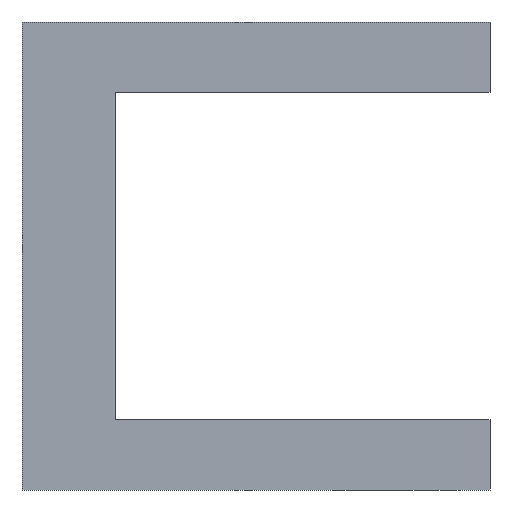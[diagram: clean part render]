
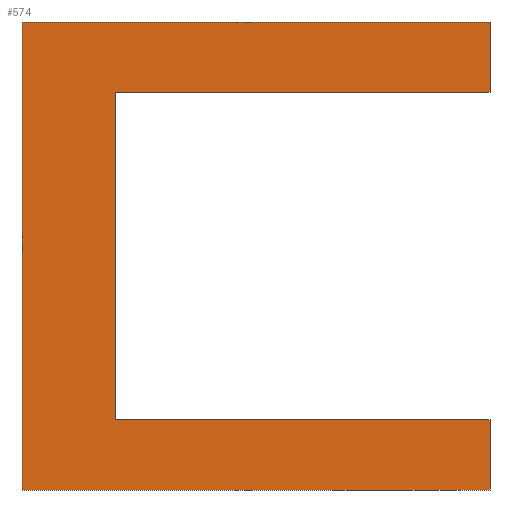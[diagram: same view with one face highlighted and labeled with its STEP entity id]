
A CAD part, front view. The second image highlights one B-rep face of the part: STEP entity #574.
In plain terms, the highlighted planar face has unit normal (0, -1, 0).
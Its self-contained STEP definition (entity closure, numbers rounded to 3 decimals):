
#22 = CARTESIAN_POINT ( 'NONE',  ( -10., -4., 20. ) ) ;
#25 = VECTOR ( 'NONE', #565, 1000. ) ;
#26 = VECTOR ( 'NONE', #446, 1000. ) ;
#37 = VECTOR ( 'NONE', #404, 1000. ) ;
#47 = CARTESIAN_POINT ( 'NONE',  ( -10., -4., 20. ) ) ;
#51 = LINE ( 'NONE', #239, #415 ) ;
#56 = VECTOR ( 'NONE', #463, 1000. ) ;
#58 = CARTESIAN_POINT ( 'NONE',  ( -10., -4., 0. ) ) ;
#63 = ORIENTED_EDGE ( 'NONE', *, *, #465, .F. ) ;
#67 = EDGE_CURVE ( 'NONE', #92, #334, #462, .T. ) ;
#92 = VERTEX_POINT ( 'NONE', #58 ) ;
#97 = ORIENTED_EDGE ( 'NONE', *, *, #279, .F. ) ;
#102 = VECTOR ( 'NONE', #109, 1000. ) ;
#108 = AXIS2_PLACEMENT_3D ( 'NONE', #22, #252, #439 ) ;
#109 = DIRECTION ( 'NONE',  ( 1., 0., 0. ) ) ;
#125 = VECTOR ( 'NONE', #361, 1000. ) ;
#133 = EDGE_CURVE ( 'NONE', #500, #505, #272, .T. ) ;
#150 = EDGE_LOOP ( 'NONE', ( #467, #197, #385, #517, #348, #166, #97, #63 ) ) ;
#166 = ORIENTED_EDGE ( 'NONE', *, *, #442, .F. ) ;
#183 = CARTESIAN_POINT ( 'NONE',  ( 10., -4., 20. ) ) ;
#197 = ORIENTED_EDGE ( 'NONE', *, *, #273, .F. ) ;
#225 = LINE ( 'NONE', #183, #125 ) ;
#226 = CARTESIAN_POINT ( 'NONE',  ( 10., -4., 17. ) ) ;
#239 = CARTESIAN_POINT ( 'NONE',  ( -6., -4., 0. ) ) ;
#250 = LINE ( 'NONE', #429, #25 ) ;
#252 = DIRECTION ( 'NONE',  ( 0., 1., 0. ) ) ;
#265 = CARTESIAN_POINT ( 'NONE',  ( -6., -4., 17. ) ) ;
#272 = LINE ( 'NONE', #265, #26 ) ;
#273 = EDGE_CURVE ( 'NONE', #352, #505, #225, .T. ) ;
#279 = EDGE_CURVE ( 'NONE', #296, #480, #537, .T. ) ;
#296 = VERTEX_POINT ( 'NONE', #314 ) ;
#313 = CARTESIAN_POINT ( 'NONE',  ( -6., -4., 3. ) ) ;
#314 = CARTESIAN_POINT ( 'NONE',  ( -6., -4., 3. ) ) ;
#332 = CARTESIAN_POINT ( 'NONE',  ( -10., -4., 0. ) ) ;
#334 = VERTEX_POINT ( 'NONE', #472 ) ;
#344 = PLANE ( 'NONE',  #108 ) ;
#348 = ORIENTED_EDGE ( 'NONE', *, *, #67, .T. ) ;
#352 = VERTEX_POINT ( 'NONE', #391 ) ;
#355 = EDGE_CURVE ( 'NONE', #584, #352, #250, .T. ) ;
#361 = DIRECTION ( 'NONE',  ( 0., 0., -1. ) ) ;
#366 = CARTESIAN_POINT ( 'NONE',  ( 10., -4., 20. ) ) ;
#378 = DIRECTION ( 'NONE',  ( 0., 0., -1. ) ) ;
#385 = ORIENTED_EDGE ( 'NONE', *, *, #355, .F. ) ;
#391 = CARTESIAN_POINT ( 'NONE',  ( 10., -4., 20. ) ) ;
#404 = DIRECTION ( 'NONE',  ( 1., 0., 0. ) ) ;
#405 = LINE ( 'NONE', #47, #538 ) ;
#415 = VECTOR ( 'NONE', #378, 1000. ) ;
#422 = DIRECTION ( 'NONE',  ( 0., 0., -1. ) ) ;
#429 = CARTESIAN_POINT ( 'NONE',  ( -10., -4., 20. ) ) ;
#432 = EDGE_CURVE ( 'NONE', #584, #92, #405, .T. ) ;
#439 = DIRECTION ( 'NONE',  ( 0., 0., 1. ) ) ;
#442 = EDGE_CURVE ( 'NONE', #480, #334, #499, .T. ) ;
#446 = DIRECTION ( 'NONE',  ( 1., 0., 0. ) ) ;
#462 = LINE ( 'NONE', #332, #102 ) ;
#463 = DIRECTION ( 'NONE',  ( 0., 0., -1. ) ) ;
#465 = EDGE_CURVE ( 'NONE', #500, #296, #51, .T. ) ;
#467 = ORIENTED_EDGE ( 'NONE', *, *, #133, .T. ) ;
#472 = CARTESIAN_POINT ( 'NONE',  ( 10., -4., 0. ) ) ;
#480 = VERTEX_POINT ( 'NONE', #556 ) ;
#499 = LINE ( 'NONE', #366, #56 ) ;
#500 = VERTEX_POINT ( 'NONE', #587 ) ;
#505 = VERTEX_POINT ( 'NONE', #226 ) ;
#517 = ORIENTED_EDGE ( 'NONE', *, *, #432, .T. ) ;
#522 = FACE_OUTER_BOUND ( 'NONE', #150, .T. ) ;
#537 = LINE ( 'NONE', #313, #37 ) ;
#538 = VECTOR ( 'NONE', #422, 1000. ) ;
#556 = CARTESIAN_POINT ( 'NONE',  ( 10., -4., 3. ) ) ;
#562 = CARTESIAN_POINT ( 'NONE',  ( -10., -4., 20. ) ) ;
#565 = DIRECTION ( 'NONE',  ( 1., 0., 0. ) ) ;
#574 = ADVANCED_FACE ( 'NONE', ( #522 ), #344, .F. ) ;
#584 = VERTEX_POINT ( 'NONE', #562 ) ;
#587 = CARTESIAN_POINT ( 'NONE',  ( -6., -4., 17. ) ) ;
